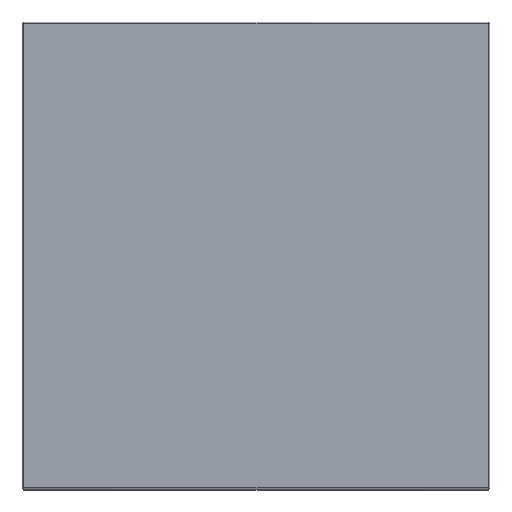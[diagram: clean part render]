
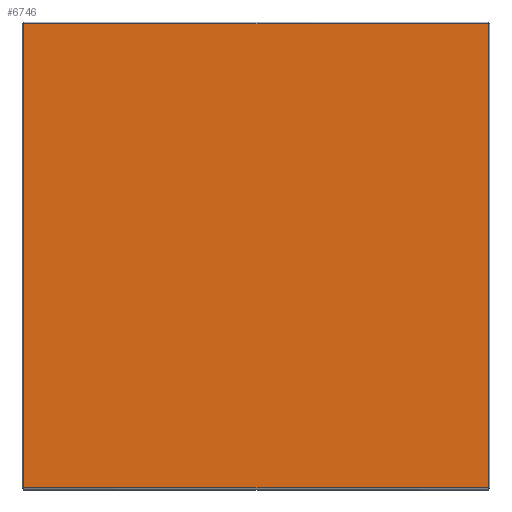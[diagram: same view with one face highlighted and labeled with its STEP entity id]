
A CAD part, top view. The second image highlights one B-rep face of the part: STEP entity #6746.
In plain terms, the highlighted planar face has unit normal (0, 0, 1).
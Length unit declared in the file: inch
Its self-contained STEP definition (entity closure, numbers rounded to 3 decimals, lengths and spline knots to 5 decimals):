
#27 = VECTOR ( 'NONE', #9599, 39.37008 ) ;
#530 = CARTESIAN_POINT ( 'NONE',  ( 0.0896, 0.0896, 0.074 ) ) ;
#565 = VECTOR ( 'NONE', #2471, 39.37008 ) ;
#788 = EDGE_CURVE ( 'NONE', #11614, #11689, #4128, .T. ) ;
#1026 = EDGE_CURVE ( 'NONE', #11689, #10138, #2468, .T. ) ;
#2468 = LINE ( 'NONE', #9651, #27 ) ;
#2471 = DIRECTION ( 'NONE',  ( 0., -1., 0. ) ) ;
#4128 = LINE ( 'NONE', #12085, #9604 ) ;
#4474 = CARTESIAN_POINT ( 'NONE',  ( 0.0896, 24.0354, 0.074 ) ) ;
#5515 = EDGE_CURVE ( 'NONE', #10138, #10917, #6093, .T. ) ;
#5833 = CARTESIAN_POINT ( 'NONE',  ( 12.0625, 12.0625, 0.074 ) ) ;
#6093 = LINE ( 'NONE', #11810, #565 ) ;
#6734 = EDGE_CURVE ( 'NONE', #10917, #11614, #12969, .T. ) ;
#6746 = ADVANCED_FACE ( 'NONE', ( #7745 ), #7867, .T. ) ;
#6880 = DIRECTION ( 'NONE',  ( 1., 0., 0. ) ) ;
#7422 = VECTOR ( 'NONE', #11996, 39.37008 ) ;
#7745 = FACE_OUTER_BOUND ( 'NONE', #11353, .T. ) ;
#7821 = CARTESIAN_POINT ( 'NONE',  ( 6.07605, 0.0896, 0.074 ) ) ;
#7867 = PLANE ( 'NONE',  #10031 ) ;
#8615 = ORIENTED_EDGE ( 'NONE', *, *, #1026, .T. ) ;
#9599 = DIRECTION ( 'NONE',  ( -1., 0., 0. ) ) ;
#9604 = VECTOR ( 'NONE', #12069, 39.37008 ) ;
#9651 = CARTESIAN_POINT ( 'NONE',  ( 18.04895, 24.0354, 0.074 ) ) ;
#9734 = CARTESIAN_POINT ( 'NONE',  ( 24.0354, 0.0896, 0.074 ) ) ;
#9863 = CARTESIAN_POINT ( 'NONE',  ( 24.0354, 24.0354, 0.074 ) ) ;
#10031 = AXIS2_PLACEMENT_3D ( 'NONE', #5833, #13116, #6880 ) ;
#10138 = VERTEX_POINT ( 'NONE', #4474 ) ;
#10917 = VERTEX_POINT ( 'NONE', #530 ) ;
#11133 = ORIENTED_EDGE ( 'NONE', *, *, #6734, .T. ) ;
#11353 = EDGE_LOOP ( 'NONE', ( #12763, #8615, #12959, #11133 ) ) ;
#11614 = VERTEX_POINT ( 'NONE', #9734 ) ;
#11689 = VERTEX_POINT ( 'NONE', #9863 ) ;
#11810 = CARTESIAN_POINT ( 'NONE',  ( 0.0896, 18.04895, 0.074 ) ) ;
#11996 = DIRECTION ( 'NONE',  ( 1., 0., 0. ) ) ;
#12069 = DIRECTION ( 'NONE',  ( 0., 1., 0. ) ) ;
#12085 = CARTESIAN_POINT ( 'NONE',  ( 24.0354, 6.07605, 0.074 ) ) ;
#12763 = ORIENTED_EDGE ( 'NONE', *, *, #788, .T. ) ;
#12959 = ORIENTED_EDGE ( 'NONE', *, *, #5515, .T. ) ;
#12969 = LINE ( 'NONE', #7821, #7422 ) ;
#13116 = DIRECTION ( 'NONE',  ( 0., 0., 1. ) ) ;
